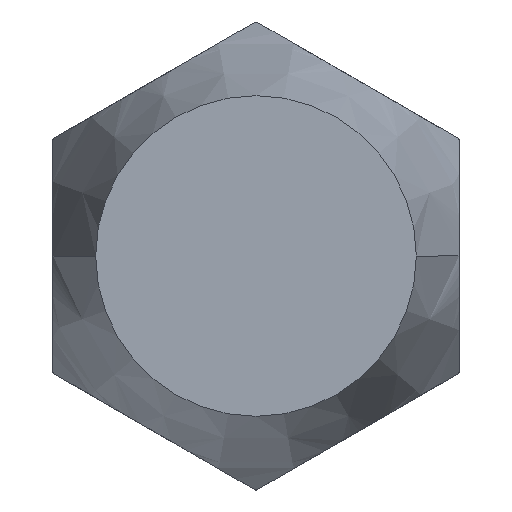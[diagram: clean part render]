
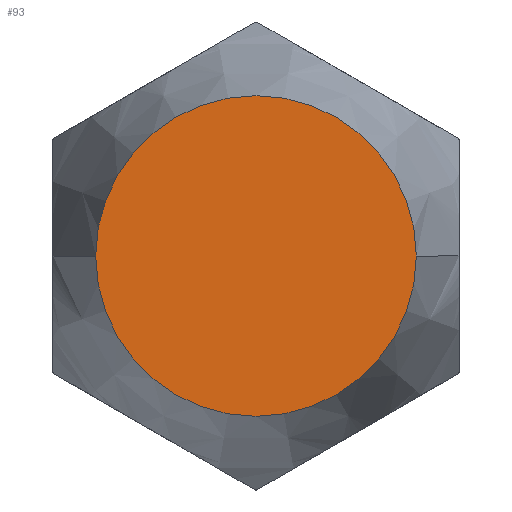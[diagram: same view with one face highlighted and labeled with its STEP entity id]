
A CAD part, left-side view. The second image highlights one B-rep face of the part: STEP entity #93.
In plain terms, the highlighted planar face has unit normal (-1, 0, 0).
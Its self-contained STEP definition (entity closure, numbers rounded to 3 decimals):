
#93 = ADVANCED_FACE( '', ( #138 ), #139, .T. );
#138 = FACE_OUTER_BOUND( '', #189, .T. );
#139 = PLANE( '', #190 );
#189 = EDGE_LOOP( '', ( #352, #353 ) );
#190 = AXIS2_PLACEMENT_3D( '', #354, #355, #356 );
#352 = ORIENTED_EDGE( '', *, *, #423, .F. );
#353 = ORIENTED_EDGE( '', *, *, #463, .F. );
#354 = CARTESIAN_POINT( '', ( -25., -3.75, 0. ) );
#355 = DIRECTION( '', ( -1., 0., 0. ) );
#356 = DIRECTION( '', ( 0., 1., 0. ) );
#423 = EDGE_CURVE( '', #498, #501, #502, .T. );
#463 = EDGE_CURVE( '', #501, #498, #567, .T. );
#498 = VERTEX_POINT( '', #606 );
#501 = VERTEX_POINT( '', #610 );
#502 = CIRCLE( '', #611, 7.5 );
#567 = CIRCLE( '', #767, 7.5 );
#606 = CARTESIAN_POINT( '', ( -25., -7.5, 0. ) );
#610 = CARTESIAN_POINT( '', ( -25., 7.5, 0. ) );
#611 = AXIS2_PLACEMENT_3D( '', #818, #819, #820 );
#767 = AXIS2_PLACEMENT_3D( '', #876, #877, #878 );
#818 = CARTESIAN_POINT( '', ( -25., 0., 0. ) );
#819 = DIRECTION( '', ( 1., 0., 0. ) );
#820 = DIRECTION( '', ( 0., -1., 0. ) );
#876 = CARTESIAN_POINT( '', ( -25., 0., 0. ) );
#877 = DIRECTION( '', ( 1., 0., 0. ) );
#878 = DIRECTION( '', ( 0., -1., 0. ) );
